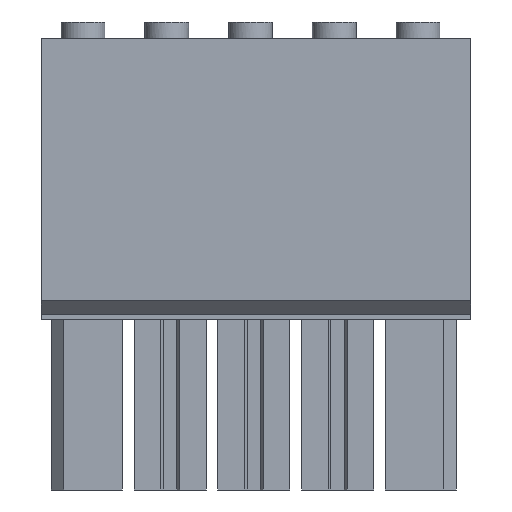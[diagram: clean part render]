
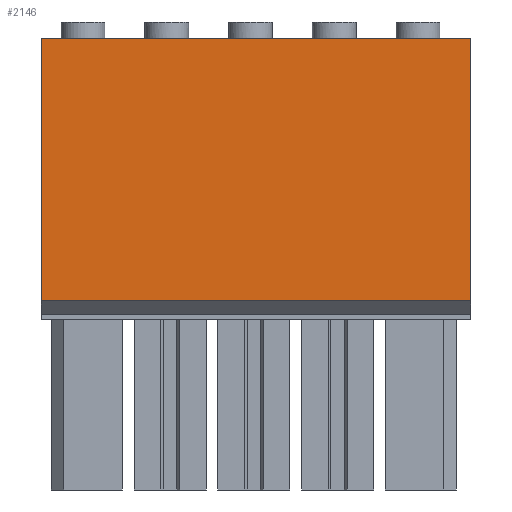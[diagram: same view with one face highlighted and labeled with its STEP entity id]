
A CAD part, front view. The second image highlights one B-rep face of the part: STEP entity #2146.
In plain terms, the highlighted planar face has unit normal (0, -1, 0).
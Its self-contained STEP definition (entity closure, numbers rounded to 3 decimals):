
#2133=AXIS2_PLACEMENT_3D('Plane Axis2P3D',#2130,#2131,#2132) ;
#135=CARTESIAN_POINT('Vertex',(39.1,0.,41.05)) ;
#151=CARTESIAN_POINT('Vertex',(0.,0.,41.05)) ;
#154=CARTESIAN_POINT('Line Origine',(19.55,0.,41.05)) ;
#1283=CARTESIAN_POINT('Vertex',(39.1,0.,17.2)) ;
#1333=CARTESIAN_POINT('Line Origine',(39.1,0.,29.125)) ;
#2062=CARTESIAN_POINT('Line Origine',(0.,0.,29.125)) ;
#2066=CARTESIAN_POINT('Vertex',(0.,0.,17.2)) ;
#2130=CARTESIAN_POINT('Axis2P3D Location',(7.62,0.,17.2)) ;
#2135=CARTESIAN_POINT('Line Origine',(19.55,0.,17.2)) ;
#155=DIRECTION('Vector Direction',(1.,0.,0.)) ;
#1334=DIRECTION('Vector Direction',(0.,0.,1.)) ;
#2063=DIRECTION('Vector Direction',(0.,0.,1.)) ;
#2131=DIRECTION('Axis2P3D Direction',(0.,1.,0.)) ;
#2132=DIRECTION('Axis2P3D XDirection',(0.,0.,1.)) ;
#2136=DIRECTION('Vector Direction',(1.,0.,0.)) ;
#156=VECTOR('Line Direction',#155,1.) ;
#1335=VECTOR('Line Direction',#1334,1.) ;
#2064=VECTOR('Line Direction',#2063,1.) ;
#2137=VECTOR('Line Direction',#2136,1.) ;
#2141=ORIENTED_EDGE('',*,*,#2068,.F.) ;
#2142=ORIENTED_EDGE('',*,*,#2139,.T.) ;
#2143=ORIENTED_EDGE('',*,*,#1337,.T.) ;
#2144=ORIENTED_EDGE('',*,*,#158,.F.) ;
#2146=ADVANCED_FACE('HOUSING',(#2145),#2134,.F.) ;
#158=EDGE_CURVE('',#152,#136,#157,.T.) ;
#1337=EDGE_CURVE('',#1284,#136,#1336,.T.) ;
#2068=EDGE_CURVE('',#2067,#152,#2065,.T.) ;
#2139=EDGE_CURVE('',#2067,#1284,#2138,.T.) ;
#2140=EDGE_LOOP('',(#2141,#2142,#2143,#2144)) ;
#2145=FACE_OUTER_BOUND('',#2140,.T.) ;
#157=LINE('Line',#154,#156) ;
#1336=LINE('Line',#1333,#1335) ;
#2065=LINE('Line',#2062,#2064) ;
#2138=LINE('Line',#2135,#2137) ;
#2134=PLANE('',#2133) ;
#136=VERTEX_POINT('',#135) ;
#152=VERTEX_POINT('',#151) ;
#1284=VERTEX_POINT('',#1283) ;
#2067=VERTEX_POINT('',#2066) ;
